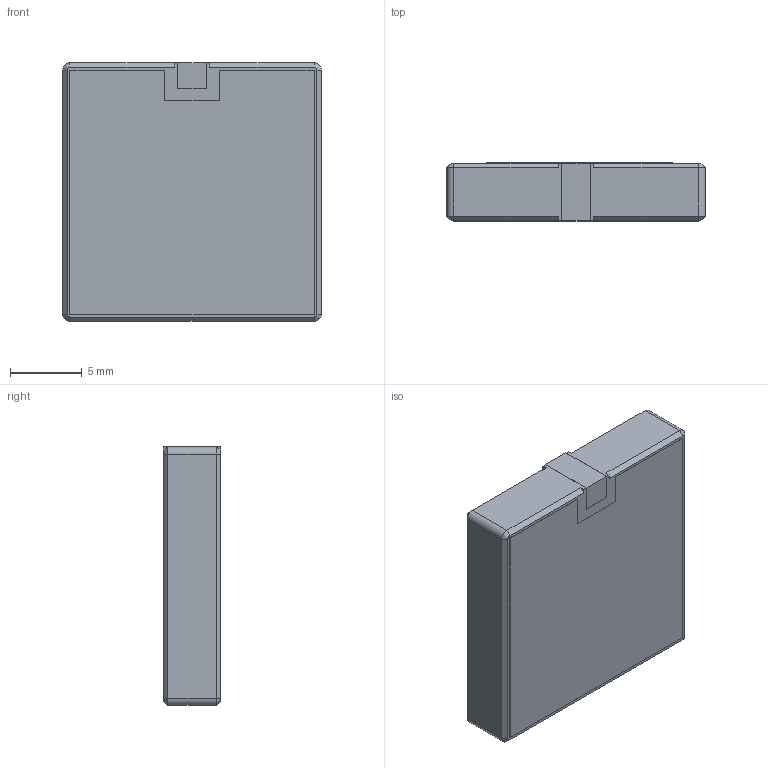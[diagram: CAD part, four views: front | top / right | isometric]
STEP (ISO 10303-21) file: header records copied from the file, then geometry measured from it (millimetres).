
FILE_DESCRIPTION (( 'STEP AP214' ), '1' );
FILE_NAME ('SGGP.18.4.A.08_SGGP.18A (D01).STEP', '2018-07-10T03:51:07', ( '' ), ( '' ), 'SwSTEP 2.0', 'SolidWorks 2017', '' );
FILE_SCHEMA (( 'AUTOMOTIVE_DESIGN' ));
Length unit declared in the file: millimetre
Products named in the file (1): SGGP.18.4.A.08_SGGP.18A (D01)
Bounding box: 18 x 4.03 x 18.01 mm (x, y, z)
Volume: 1293.9 mm3; surface area: 910.5 mm2
Topology: 1 solids, 1 shells, 302 faces, 809 edges, 534 vertices
Faces by surface type: bspline 152, plane 138, cone 8, cylinder 4
Entity records: 18854 total; most frequent: CARTESIAN_POINT 9350, ORIENTED_EDGE 1618, DIRECTION 823, EDGE_CURVE 809, VERTEX_POINT 534, VECTOR 489, LINE 489, EDGE_LOOP 327
